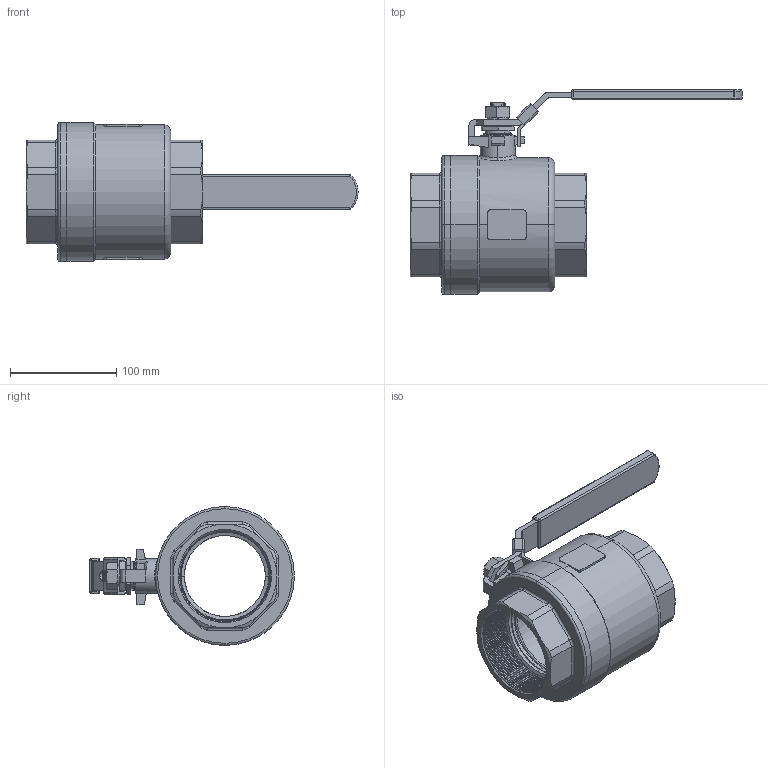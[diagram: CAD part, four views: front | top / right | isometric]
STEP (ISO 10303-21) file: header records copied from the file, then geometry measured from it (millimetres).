
FILE_DESCRIPTION (( 'STEP AP214' ), '1' );
FILE_NAME ('DN80轻型两片式球阀装配图.STEP', '2023-11-14T00:28:02', ( 'Windows User' ), ( 'P R C' ), 'SwSTEP 2.0', 'SolidWorks 2016', '' );
FILE_SCHEMA (( 'AUTOMOTIVE_DESIGN' ));
Length unit declared in the file: millimetre
Products named in the file (14): 3.0概裔; 2.5-3.0СƬ_1; 2.5-3.0笢粣_1; 3.0湮え; 3.0球; M14粟菜_1; 蹟譫M14-2.5-3.0_1; DN80轻型两片式球阀装配图; 2.5-3.0笢諳_1; 2.5-3.0跡擘_1; 2.5-3參忒_1; 3.0球垫; 3.0概极; 2.5-3.0參忒杶_1
Assembly tree (14 placements, depth 2):
  DN80轻型两片式球阀装配图
    3.0概极
    3.0概裔
    2.5-3參忒_1
    M14粟菜_1
    蹟譫M14-2.5-3.0_1
    2.5-3.0參忒杶_1
    3.0湮え
    2.5-3.0跡擘_1
    3.0球
    3.0球垫  x2
    2.5-3.0СƬ_1
    2.5-3.0笢諳_1
    2.5-3.0笢粣_1
Bounding box: 311.9 x 192.34 x 130.5 mm (x, y, z)
Volume: 977238.4 mm3; surface area: 331587.8 mm2
Topology: 19 solids, 19 shells, 676 faces, 1793 edges, 1156 vertices
Faces by surface type: cylinder 331, plane 161, cone 79, bspline 73, torus 20, sphere 12
Entity records: 71527 total; most frequent: CARTESIAN_POINT 48933, ORIENTED_EDGE 3504, DIRECTION 2609, EDGE_CURVE 1752, VERTEX_POINT 1136, AXIS2_PLACEMENT_3D 978, UNCERTAINTY_MEASURE_WITH_UNIT 707, EDGE_LOOP 700
